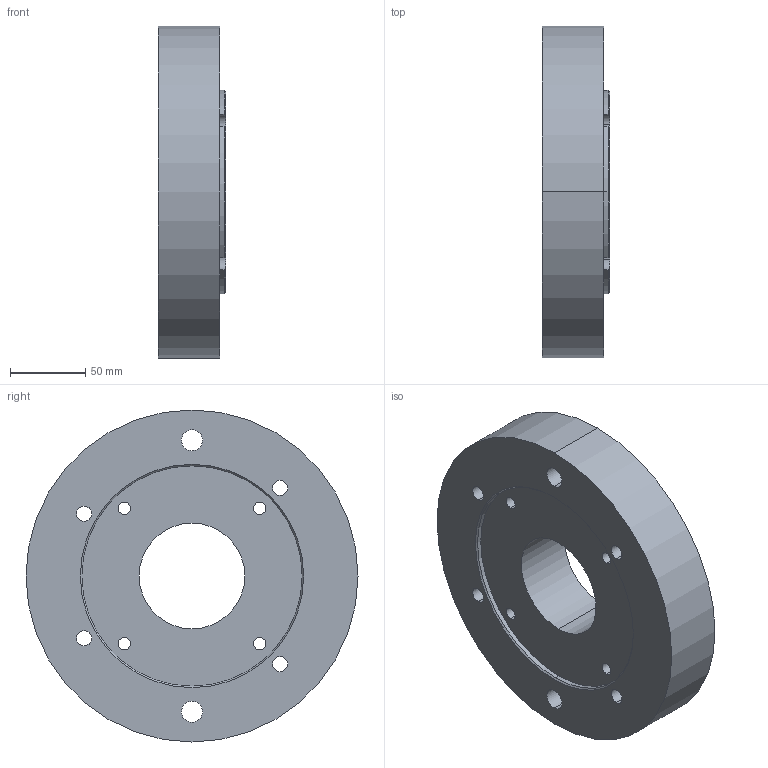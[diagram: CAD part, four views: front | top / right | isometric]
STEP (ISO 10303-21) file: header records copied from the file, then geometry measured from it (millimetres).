
FILE_DESCRIPTION (( 'STEP AP203' ), '1' );
FILE_NAME ('Bride adaptation moteur.STEP', '2023-03-30T14:10:09', ( 'aetman' ), ( '' ), 'SwSTEP 2.0', 'SolidWorks 2017', '' );
FILE_SCHEMA (( 'CONFIG_CONTROL_DESIGN' ));
Length unit declared in the file: millimetre
Products named in the file (1): Bride adaptation moteur
Bounding box: 44.5 x 220 x 220 mm (x, y, z)
Volume: 1328485.1 mm3; surface area: 121000.9 mm2
Topology: 1 solids, 1 shells, 66 faces, 171 edges, 113 vertices
Faces by surface type: cylinder 47, plane 12, cone 7
Entity records: 2209 total; most frequent: DIRECTION 406, CARTESIAN_POINT 375, ORIENTED_EDGE 342, AXIS2_PLACEMENT_3D 176, EDGE_CURVE 171, VERTEX_POINT 113, CIRCLE 109, EDGE_LOOP 94
